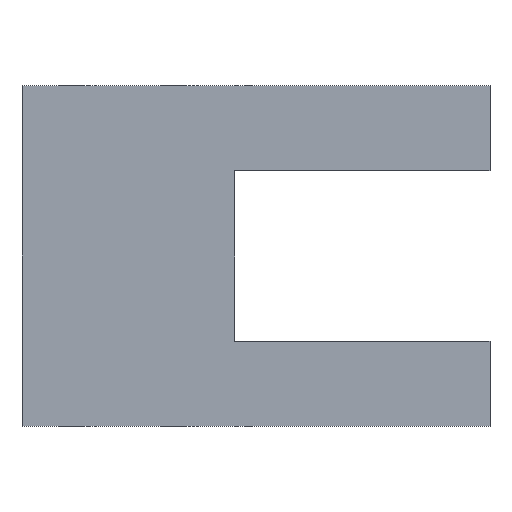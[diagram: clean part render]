
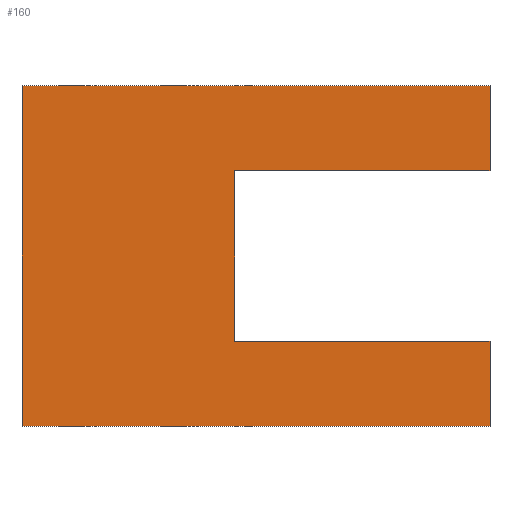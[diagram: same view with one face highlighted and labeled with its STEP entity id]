
A CAD part, front view. The second image highlights one B-rep face of the part: STEP entity #160.
In plain terms, the highlighted planar face has unit normal (0, -1, 0).
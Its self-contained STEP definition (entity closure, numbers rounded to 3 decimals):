
#24 = VERTEX_POINT('',#25);
#25 = CARTESIAN_POINT('',(12.5,40.,-10.));
#31 = EDGE_CURVE('',#32,#24,#34,.T.);
#32 = VERTEX_POINT('',#33);
#33 = CARTESIAN_POINT('',(12.5,40.,-20.));
#34 = LINE('',#35,#36);
#35 = CARTESIAN_POINT('',(12.5,40.,-20.));
#36 = VECTOR('',#37,1.);
#37 = DIRECTION('',(0.,0.,1.));
#119 = VERTEX_POINT('',#120);
#120 = CARTESIAN_POINT('',(-17.5,40.,-10.));
#126 = EDGE_CURVE('',#24,#119,#127,.T.);
#127 = LINE('',#128,#129);
#128 = CARTESIAN_POINT('',(12.5,40.,-10.));
#129 = VECTOR('',#130,1.);
#130 = DIRECTION('',(-1.,-0.,-0.));
#160 = ADVANCED_FACE('',(#161),#211,.F.);
#161 = FACE_BOUND('',#162,.F.);
#162 = EDGE_LOOP('',(#163,#171,#179,#187,#195,#203,#209,#210));
#163 = ORIENTED_EDGE('',*,*,#164,.F.);
#164 = EDGE_CURVE('',#165,#32,#167,.T.);
#165 = VERTEX_POINT('',#166);
#166 = CARTESIAN_POINT('',(-42.5,40.,-20.));
#167 = LINE('',#168,#169);
#168 = CARTESIAN_POINT('',(-42.5,40.,-20.));
#169 = VECTOR('',#170,1.);
#170 = DIRECTION('',(1.,0.,0.));
#171 = ORIENTED_EDGE('',*,*,#172,.T.);
#172 = EDGE_CURVE('',#165,#173,#175,.T.);
#173 = VERTEX_POINT('',#174);
#174 = CARTESIAN_POINT('',(-42.5,40.,20.));
#175 = LINE('',#176,#177);
#176 = CARTESIAN_POINT('',(-42.5,40.,-20.));
#177 = VECTOR('',#178,1.);
#178 = DIRECTION('',(0.,0.,1.));
#179 = ORIENTED_EDGE('',*,*,#180,.T.);
#180 = EDGE_CURVE('',#173,#181,#183,.T.);
#181 = VERTEX_POINT('',#182);
#182 = CARTESIAN_POINT('',(12.5,40.,20.));
#183 = LINE('',#184,#185);
#184 = CARTESIAN_POINT('',(-42.5,40.,20.));
#185 = VECTOR('',#186,1.);
#186 = DIRECTION('',(1.,0.,0.));
#187 = ORIENTED_EDGE('',*,*,#188,.F.);
#188 = EDGE_CURVE('',#189,#181,#191,.T.);
#189 = VERTEX_POINT('',#190);
#190 = CARTESIAN_POINT('',(12.5,40.,10.));
#191 = LINE('',#192,#193);
#192 = CARTESIAN_POINT('',(12.5,40.,-20.));
#193 = VECTOR('',#194,1.);
#194 = DIRECTION('',(0.,0.,1.));
#195 = ORIENTED_EDGE('',*,*,#196,.T.);
#196 = EDGE_CURVE('',#189,#197,#199,.T.);
#197 = VERTEX_POINT('',#198);
#198 = CARTESIAN_POINT('',(-17.5,40.,10.));
#199 = LINE('',#200,#201);
#200 = CARTESIAN_POINT('',(12.5,40.,10.));
#201 = VECTOR('',#202,1.);
#202 = DIRECTION('',(-1.,-0.,-0.));
#203 = ORIENTED_EDGE('',*,*,#204,.T.);
#204 = EDGE_CURVE('',#197,#119,#205,.T.);
#205 = LINE('',#206,#207);
#206 = CARTESIAN_POINT('',(-17.5,40.,10.));
#207 = VECTOR('',#208,1.);
#208 = DIRECTION('',(0.,0.,-1.));
#209 = ORIENTED_EDGE('',*,*,#126,.F.);
#210 = ORIENTED_EDGE('',*,*,#31,.F.);
#211 = PLANE('',#212);
#212 = AXIS2_PLACEMENT_3D('',#213,#214,#215);
#213 = CARTESIAN_POINT('',(-42.5,40.,-20.));
#214 = DIRECTION('',(0.,1.,0.));
#215 = DIRECTION('',(1.,0.,0.));
